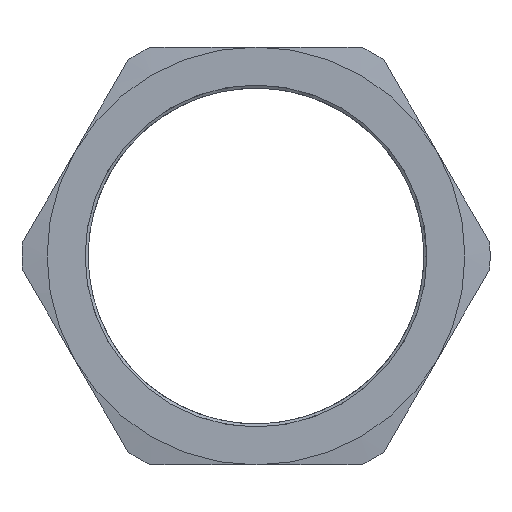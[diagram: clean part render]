
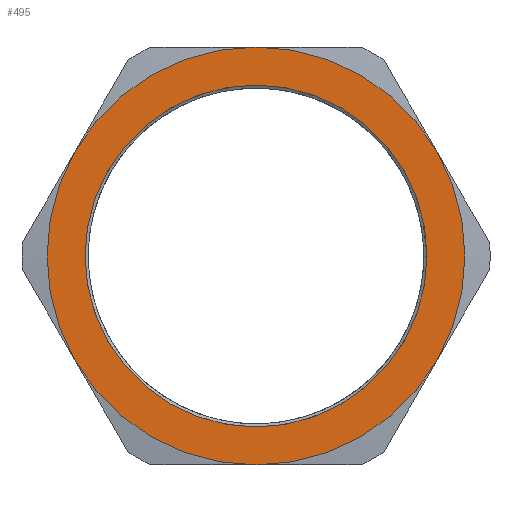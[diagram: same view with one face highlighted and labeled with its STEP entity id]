
A CAD part, left-side view. The second image highlights one B-rep face of the part: STEP entity #495.
In plain terms, the highlighted planar face has unit normal (-1, 0, 0).
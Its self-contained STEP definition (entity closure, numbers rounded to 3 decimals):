
#15=FACE_BOUND('',#158,.T.);
#61=PLANE('',#557);
#64=CIRCLE('',#516,55.);
#67=CIRCLE('',#520,55.);
#69=CIRCLE('',#523,55.);
#71=CIRCLE('',#526,55.);
#72=CIRCLE('',#528,55.);
#87=CIRCLE('',#555,55.);
#88=CIRCLE('',#558,45.);
#126=FACE_OUTER_BOUND('',#157,.T.);
#157=EDGE_LOOP('',(#443,#444,#445,#446,#447,#448));
#158=EDGE_LOOP('',(#449));
#212=VERTEX_POINT('',#1675);
#215=VERTEX_POINT('',#1689);
#224=VERTEX_POINT('',#1717);
#230=VERTEX_POINT('',#1738);
#236=VERTEX_POINT('',#1759);
#239=VERTEX_POINT('',#1773);
#245=VERTEX_POINT('',#1836);
#293=EDGE_CURVE('',#212,#236,#64,.T.);
#296=EDGE_CURVE('',#239,#230,#67,.T.);
#298=EDGE_CURVE('',#230,#224,#69,.T.);
#300=EDGE_CURVE('',#236,#215,#71,.T.);
#301=EDGE_CURVE('',#215,#239,#72,.T.);
#316=EDGE_CURVE('',#224,#212,#87,.T.);
#317=EDGE_CURVE('',#245,#245,#88,.T.);
#443=ORIENTED_EDGE('',*,*,#298,.F.);
#444=ORIENTED_EDGE('',*,*,#296,.F.);
#445=ORIENTED_EDGE('',*,*,#301,.F.);
#446=ORIENTED_EDGE('',*,*,#300,.F.);
#447=ORIENTED_EDGE('',*,*,#293,.F.);
#448=ORIENTED_EDGE('',*,*,#316,.F.);
#449=ORIENTED_EDGE('',*,*,#317,.T.);
#495=ADVANCED_FACE('',(#126,#15),#61,.T.);
#516=AXIS2_PLACEMENT_3D('',#1794,#600,#601);
#520=AXIS2_PLACEMENT_3D('',#1798,#608,#609);
#523=AXIS2_PLACEMENT_3D('',#1801,#614,#615);
#526=AXIS2_PLACEMENT_3D('',#1804,#620,#621);
#528=AXIS2_PLACEMENT_3D('',#1806,#624,#625);
#555=AXIS2_PLACEMENT_3D('',#1833,#678,#679);
#557=AXIS2_PLACEMENT_3D('',#1835,#682,#683);
#558=AXIS2_PLACEMENT_3D('',#1837,#684,#685);
#600=DIRECTION('center_axis',(1.,0.,0.));
#601=DIRECTION('ref_axis',(0.,-1.,0.));
#608=DIRECTION('center_axis',(1.,0.,0.));
#609=DIRECTION('ref_axis',(0.,-1.,0.));
#614=DIRECTION('center_axis',(1.,0.,0.));
#615=DIRECTION('ref_axis',(0.,-1.,0.));
#620=DIRECTION('center_axis',(1.,0.,0.));
#621=DIRECTION('ref_axis',(0.,-1.,0.));
#624=DIRECTION('center_axis',(1.,0.,0.));
#625=DIRECTION('ref_axis',(0.,-1.,0.));
#678=DIRECTION('center_axis',(1.,0.,0.));
#679=DIRECTION('ref_axis',(0.,-1.,0.));
#682=DIRECTION('center_axis',(-1.,0.,0.));
#683=DIRECTION('ref_axis',(0.,0.,1.));
#684=DIRECTION('center_axis',(1.,0.,0.));
#685=DIRECTION('ref_axis',(0.,0.,-1.));
#1675=CARTESIAN_POINT('',(-8.5,0.,55.));
#1689=CARTESIAN_POINT('',(-8.5,-47.631,-27.5));
#1717=CARTESIAN_POINT('',(-8.5,47.631,27.5));
#1738=CARTESIAN_POINT('',(-8.5,47.631,-27.5));
#1759=CARTESIAN_POINT('',(-8.5,-47.631,27.5));
#1773=CARTESIAN_POINT('',(-8.5,0.,-55.));
#1794=CARTESIAN_POINT('Origin',(-8.5,0.,0.));
#1798=CARTESIAN_POINT('Origin',(-8.5,0.,0.));
#1801=CARTESIAN_POINT('Origin',(-8.5,0.,0.));
#1804=CARTESIAN_POINT('Origin',(-8.5,0.,0.));
#1806=CARTESIAN_POINT('Origin',(-8.5,0.,0.));
#1833=CARTESIAN_POINT('Origin',(-8.5,0.,0.));
#1835=CARTESIAN_POINT('Origin',(-8.5,61.6,0.));
#1836=CARTESIAN_POINT('',(-8.5,45.,0.));
#1837=CARTESIAN_POINT('Origin',(-8.5,0.,0.));
